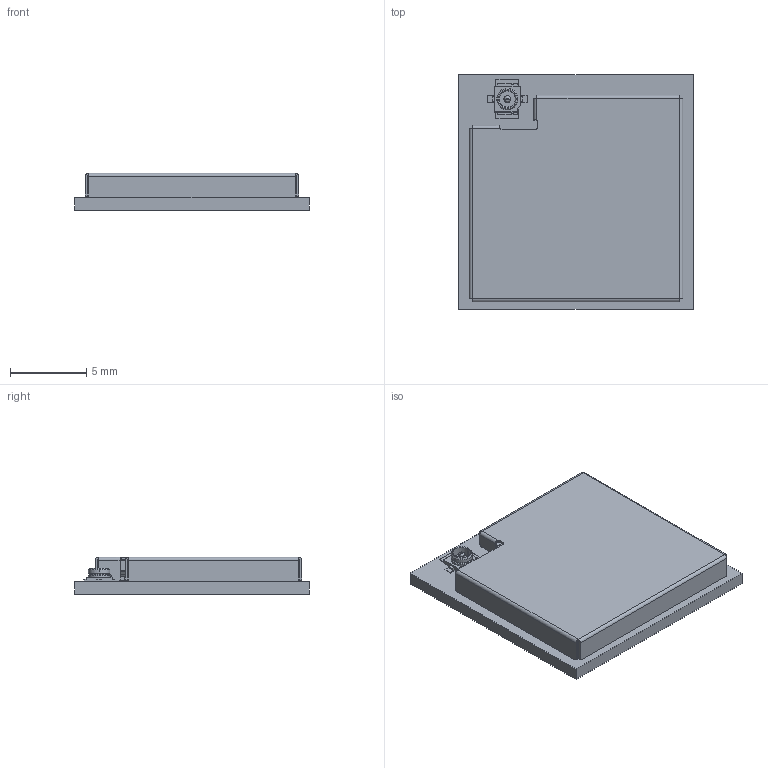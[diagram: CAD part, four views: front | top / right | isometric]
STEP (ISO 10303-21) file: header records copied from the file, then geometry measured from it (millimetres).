
FILE_DESCRIPTION (( 'STEP AP214' ), '1' );
FILE_NAME ('ESP32-S3-MINI-1U_V1_3D.STEP', '2023-12-27T08:50:49', ( 'Windows User' ), ( 'P R C' ), 'SwSTEP 2.0', 'SolidWorks 2022', '' );
FILE_SCHEMA (( 'AUTOMOTIVE_DESIGN' ));
Length unit declared in the file: millimetre
Products named in the file (29): ESP32-S3-MINI-1U_V1_3D; uid__2482; Imported; Submodel-D__3D_design_ESP32-S3_module_module_ESP32-S3-MINI-1U-3D_PCB_ESP32-S3-MINI-1U_V1.1_20210824_PCB_3D_ImportedPartModels_C0201_20210301.STEP; Submodel-D__3D_design_ESP32-S3_module_module_ESP32-S3-MINI-1U-3D_PCB_ESP32-S3-MINI-1U_V1.1_20210824_PCB_3D_ImportedPartModels_C0402_20210301.STEP; Submodel-R0201_part_R0201; XTAL3225_20210301.xtd; ESP32-S3_20210301.xtd; Submodel-C0201_part_C0201; Submodel-D__3D_design_ESP32-S3_module_module_ESP32-S3-MINI-1U-3D_PCB_ESP32-S3-MINI-1U_V1.1_20210824_PCB_3D_ImportedPartModels_R0201_20210301.STEP; Submodel-L0201_part_L0201; C0402_20210301.xtd; Submodel-D__3D_design_ESP32-S3_module_module_ESP32-S3-MINI-1U-3D_PCB_ESP32-S3-MINI-1U_V1.1_20210824_PCB_3D_ImportedPartModels_ipx3.STEP; ipx3.xtd; Submodel-D__3D_design_ESP32-S3_module_module_ESP32-S3-MINI-1U-3D_PCB_ESP32-S3-MINI-1U_V1.1_20210824_PCB_3D_ImportedPartModels_DFN1006.STEP; Submodel-D__3D_design_ESP32-S3_module_module_ESP32-S3-MINI-1U-3D_PCB_ESP32-S3-MINI-1U_V1.1_20210824_PCB_3D_ImportedPartModels_L0201_20210301.STEP; DFN1006.xtd; L0201_20210301.xtd; C0201_20210301.xtd; Submodel-XTAL3225_part_XTAL3225; R0201_20210301.xtd; Submodel-SOD882_part_SOD882; Submodel-D__3D_design_ESP32-S3_module_module_ESP32-S3-MINI-1U-3D_PCB_ESP32-S3-MINI-1U_V1.1_20210824_PCB_3D_ImportedPartModels_ESP32-S3_20210301.STEP; Submodel-IPEX_4P_part_IPEX_4P; Shield Box_ESP32-S3-MINI-1U_20200714; Submodel-QFN56_0P4_7_part_QFN56_0P4_7; Submodel-C0402_part_C0402; Submodel-D__3D_design_ESP32-S3_module_module_ESP32-S3-MINI-1U-3D_PCB_ESP32-S3-MINI-1U_V1.1_20210824_PCB_3D_ImportedPartModels_XTAL3225_20210301.STEP; DesignRootModel
Assembly tree (43 placements, depth 5):
  ESP32-S3-MINI-1U_V1_3D
    DesignRootModel
      uid__2482
      Submodel-R0201_part_R0201  x3
        Submodel-D__3D_design_ESP32-S3_module_module_ESP32-S3-MINI-1U-3D_PCB_ESP32-S3-MINI-1U_V1.1_20210824_PCB_3D_ImportedPartModels_R0201_20210301.STEP
          R0201_20210301.xtd
      Submodel-L0201_part_L0201  x2
        Submodel-D__3D_design_ESP32-S3_module_module_ESP32-S3-MINI-1U-3D_PCB_ESP32-S3-MINI-1U_V1.1_20210824_PCB_3D_ImportedPartModels_L0201_20210301.STEP
          L0201_20210301.xtd
      Submodel-C0201_part_C0201  x13
        Submodel-D__3D_design_ESP32-S3_module_module_ESP32-S3-MINI-1U-3D_PCB_ESP32-S3-MINI-1U_V1.1_20210824_PCB_3D_ImportedPartModels_C0201_20210301.STEP
          C0201_20210301.xtd
      Submodel-C0402_part_C0402
        Submodel-D__3D_design_ESP32-S3_module_module_ESP32-S3-MINI-1U-3D_PCB_ESP32-S3-MINI-1U_V1.1_20210824_PCB_3D_ImportedPartModels_C0402_20210301.STEP
          C0402_20210301.xtd
      Submodel-SOD882_part_SOD882
        Submodel-D__3D_design_ESP32-S3_module_module_ESP32-S3-MINI-1U-3D_PCB_ESP32-S3-MINI-1U_V1.1_20210824_PCB_3D_ImportedPartModels_DFN1006.STEP
          DFN1006.xtd
      Submodel-XTAL3225_part_XTAL3225
        Submodel-D__3D_design_ESP32-S3_module_module_ESP32-S3-MINI-1U-3D_PCB_ESP32-S3-MINI-1U_V1.1_20210824_PCB_3D_ImportedPartModels_XTAL3225_20210301.STEP
          XTAL3225_20210301.xtd
      Submodel-IPEX_4P_part_IPEX_4P
        Submodel-D__3D_design_ESP32-S3_module_module_ESP32-S3-MINI-1U-3D_PCB_ESP32-S3-MINI-1U_V1.1_20210824_PCB_3D_ImportedPartModels_ipx3.STEP
          ipx3.xtd
      Submodel-QFN56_0P4_7_part_QFN56_0P4_7
        Submodel-D__3D_design_ESP32-S3_module_module_ESP32-S3-MINI-1U-3D_PCB_ESP32-S3-MINI-1U_V1.1_20210824_PCB_3D_ImportedPartModels_ESP32-S3_20210301.STEP
          ESP32-S3_20210301.xtd
    Imported
    Shield Box_ESP32-S3-MINI-1U_20200714
Bounding box: 15.4 x 15.4 x 2.46 mm (x, y, z)
Volume: 284.4 mm3; surface area: 1426.3 mm2
Topology: 222 solids, 223 shells, 2821 faces, 6657 edges, 4212 vertices
Faces by surface type: plane 2075, cylinder 547, bspline 190, cone 9
Entity records: 91471 total; most frequent: CARTESIAN_POINT 16445, ORIENTED_EDGE 10226, DIRECTION 9178, EDGE_CURVE 5113, LINE 4170, VECTOR 4170, VERTEX_POINT 3372, AXIS2_PLACEMENT_3D 2504
